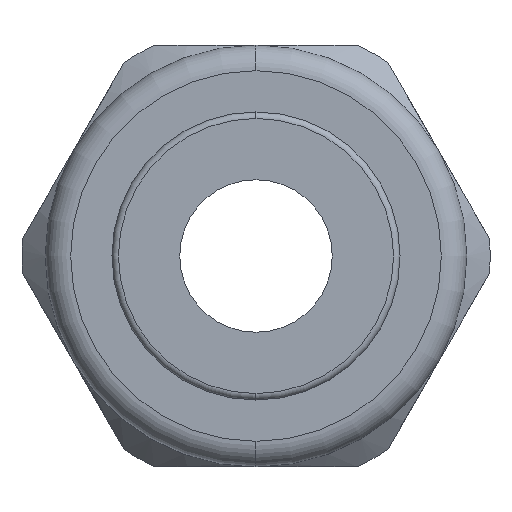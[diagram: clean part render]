
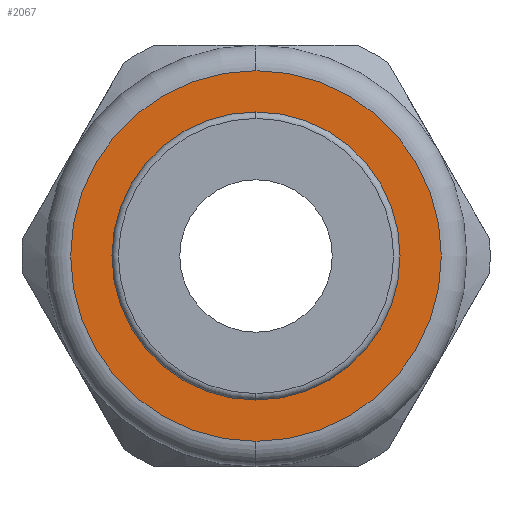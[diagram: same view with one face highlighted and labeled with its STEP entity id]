
A CAD part, left-side view. The second image highlights one B-rep face of the part: STEP entity #2067.
In plain terms, the highlighted planar face has unit normal (-1, 0, 0).
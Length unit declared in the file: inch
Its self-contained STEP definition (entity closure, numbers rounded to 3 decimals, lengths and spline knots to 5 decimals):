
#52 = VERTEX_POINT ( 'NONE', #1256 ) ;
#55 = EDGE_CURVE ( 'NONE', #52, #56, #1314, .T. ) ;
#56 = VERTEX_POINT ( 'NONE', #1309 ) ;
#1156 = VERTEX_POINT ( 'NONE', #2348 ) ;
#1167 = EDGE_CURVE ( 'NONE', #1170, #1156, #2328, .T. ) ;
#1170 = VERTEX_POINT ( 'NONE', #2321 ) ;
#1256 = CARTESIAN_POINT ( 'NONE',  ( -1.41, 0., 0.444 ) ) ;
#1309 = CARTESIAN_POINT ( 'NONE',  ( -1.41, 0., -0.444 ) ) ;
#1310 = DIRECTION ( 'NONE',  ( 0., 0., -1. ) ) ;
#1311 = DIRECTION ( 'NONE',  ( 1., 0., 0. ) ) ;
#1312 = CARTESIAN_POINT ( 'NONE',  ( -1.41, 0., 0. ) ) ;
#1313 = AXIS2_PLACEMENT_3D ( 'NONE', #1312, #1311, #1310 ) ;
#1314 = CIRCLE ( 'NONE', #1313, 0.444 ) ;
#1523 = EDGE_CURVE ( 'NONE', #56, #52, #2576, .T. ) ;
#2054 = EDGE_CURVE ( 'NONE', #1156, #1170, #3323, .T. ) ;
#2067 = ADVANCED_FACE ( 'NONE', ( #3315, #3314 ), #3313, .T. ) ;
#2321 = CARTESIAN_POINT ( 'NONE',  ( -1.41, 0., 0.57126 ) ) ;
#2324 = DIRECTION ( 'NONE',  ( 0., 0., 1. ) ) ;
#2325 = DIRECTION ( 'NONE',  ( -1., 0., 0. ) ) ;
#2326 = CARTESIAN_POINT ( 'NONE',  ( -1.41, 0., 0. ) ) ;
#2327 = AXIS2_PLACEMENT_3D ( 'NONE', #2326, #2325, #2324 ) ;
#2328 = CIRCLE ( 'NONE', #2327, 0.57126 ) ;
#2348 = CARTESIAN_POINT ( 'NONE',  ( -1.41, 0., -0.57126 ) ) ;
#2572 = DIRECTION ( 'NONE',  ( 0., 0., -1. ) ) ;
#2573 = DIRECTION ( 'NONE',  ( 1., 0., 0. ) ) ;
#2574 = CARTESIAN_POINT ( 'NONE',  ( -1.41, 0., 0. ) ) ;
#2575 = AXIS2_PLACEMENT_3D ( 'NONE', #2574, #2573, #2572 ) ;
#2576 = CIRCLE ( 'NONE', #2575, 0.444 ) ;
#2853 = ORIENTED_EDGE ( 'NONE', *, *, #1167, .T. ) ;
#2939 = ORIENTED_EDGE ( 'NONE', *, *, #1523, .T. ) ;
#2942 = ORIENTED_EDGE ( 'NONE', *, *, #2054, .T. ) ;
#2950 = ORIENTED_EDGE ( 'NONE', *, *, #55, .T. ) ;
#2979 = EDGE_LOOP ( 'NONE', ( #2939, #2950 ) ) ;
#3249 = EDGE_LOOP ( 'NONE', ( #2853, #2942 ) ) ;
#3309 = DIRECTION ( 'NONE',  ( 0., 0., 1. ) ) ;
#3310 = DIRECTION ( 'NONE',  ( -1., 0., 0. ) ) ;
#3311 = CARTESIAN_POINT ( 'NONE',  ( -1.41, 0.65, 0. ) ) ;
#3312 = AXIS2_PLACEMENT_3D ( 'NONE', #3311, #3310, #3309 ) ;
#3313 = PLANE ( 'NONE',  #3312 ) ;
#3314 = FACE_BOUND ( 'NONE', #2979, .T. ) ;
#3315 = FACE_OUTER_BOUND ( 'NONE', #3249, .T. ) ;
#3316 = DIRECTION ( 'NONE',  ( 0., 0., 1. ) ) ;
#3317 = DIRECTION ( 'NONE',  ( -1., 0., 0. ) ) ;
#3318 = CARTESIAN_POINT ( 'NONE',  ( -1.41, 0., 0. ) ) ;
#3319 = AXIS2_PLACEMENT_3D ( 'NONE', #3318, #3317, #3316 ) ;
#3323 = CIRCLE ( 'NONE', #3319, 0.57126 ) ;
